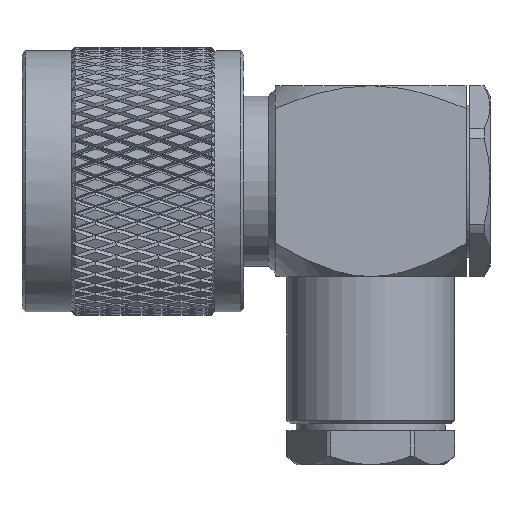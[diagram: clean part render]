
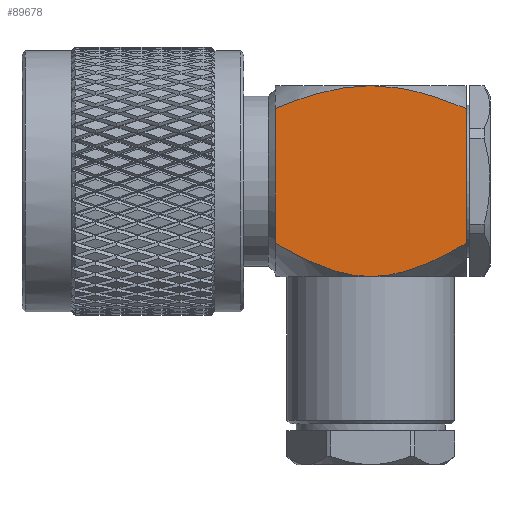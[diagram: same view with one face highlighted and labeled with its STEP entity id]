
A CAD part, top view. The second image highlights one B-rep face of the part: STEP entity #89678.
In plain terms, the highlighted planar face has unit normal (0, 0, 1).
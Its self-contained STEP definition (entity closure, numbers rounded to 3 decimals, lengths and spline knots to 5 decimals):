
#287 = CARTESIAN_POINT ( 'NONE',  ( 0., -0.28, 0.28 ) ) ;
#2618 = B_SPLINE_CURVE_WITH_KNOTS ( 'NONE', 3,
 ( #36701, #59200, #44336, #73518, #7950, #29956, #14161, #58250 ),
 .UNSPECIFIED., .F., .F.,
 ( 4, 2, 2, 4 ),
 ( 0.01524, 0.01894, 0.0208, 0.02265 ),
 .UNSPECIFIED. ) ;
#2733 = VECTOR ( 'NONE', #75085, 39.37008 ) ;
#4497 = LINE ( 'NONE', #93000, #39592 ) ;
#4729 = AXIS2_PLACEMENT_3D ( 'NONE', #13029, #5871, #86275 ) ;
#5082 = CARTESIAN_POINT ( 'NONE',  ( 0., -0.28, 0.28 ) ) ;
#5871 = DIRECTION ( 'NONE',  ( 0., 0., -1. ) ) ;
#7950 = CARTESIAN_POINT ( 'NONE',  ( 0.18913, 0.24686, 0.28 ) ) ;
#8099 = CARTESIAN_POINT ( 'NONE',  ( -0.19205, -0.23044, 0.28 ) ) ;
#9022 = CARTESIAN_POINT ( 'NONE',  ( 0., -0.28, 0.28 ) ) ;
#9974 = CARTESIAN_POINT ( 'NONE',  ( -0.0249, -0.2793, 0.28 ) ) ;
#11567 = CARTESIAN_POINT ( 'NONE',  ( -0.0242, 0.27955, 0.28 ) ) ;
#11768 = CARTESIAN_POINT ( 'NONE',  ( 0.12292, -0.25894, 0.28 ) ) ;
#12231 = CARTESIAN_POINT ( 'NONE',  ( 0.16935, -0.24091, 0.28 ) ) ;
#13029 = CARTESIAN_POINT ( 'NONE',  ( 0., 0., 0.28 ) ) ;
#14161 = CARTESIAN_POINT ( 'NONE',  ( 0.25762, 0.22218, 0.28 ) ) ;
#15722 = CARTESIAN_POINT ( 'NONE',  ( -0.04984, -0.27653, 0.28 ) ) ;
#18290 = CARTESIAN_POINT ( 'NONE',  ( -0.11978, 0.26624, 0.28 ) ) ;
#18945 = CARTESIAN_POINT ( 'NONE',  ( 0.23663, -0.2077, 0.28 ) ) ;
#22295 = B_SPLINE_CURVE_WITH_KNOTS ( 'NONE', 3,
 ( #84314, #69060, #33621, #18290, #69531, #61427, #63310, #11567, #78090, #40342 ),
 .UNSPECIFIED., .F., .F.,
 ( 4, 2, 2, 2, 4 ),
 ( 0.00788, 0.01156, 0.0134, 0.01432, 0.01524 ),
 .UNSPECIFIED. ) ;
#23881 = CARTESIAN_POINT ( 'NONE',  ( -0.12286, -0.25896, 0.28 ) ) ;
#24697 = EDGE_LOOP ( 'NONE', ( #66100, #84417, #60080, #34754, #65871, #26305 ) ) ;
#26305 = ORIENTED_EDGE ( 'NONE', *, *, #35865, .F. ) ;
#27793 = B_SPLINE_CURVE_WITH_KNOTS ( 'NONE', 3,
 ( #9022, #59355, #9974, #15722, #90372, #73680, #23881, #45905, #8099, #37319, #53094, #82240 ),
 .UNSPECIFIED., .F., .F.,
 ( 4, 2, 2, 2, 2, 4 ),
 ( 0.02628, 0.02723, 0.02818, 0.03007, 0.03197, 0.03386 ),
 .UNSPECIFIED. ) ;
#29956 = CARTESIAN_POINT ( 'NONE',  ( 0.23502, 0.23087, 0.28 ) ) ;
#33310 = CARTESIAN_POINT ( 'NONE',  ( -0.28, -0.18268, 0.28 ) ) ;
#33621 = CARTESIAN_POINT ( 'NONE',  ( -0.1896, 0.2479, 0.28 ) ) ;
#34283 = CARTESIAN_POINT ( 'NONE',  ( -0.28, 0.21304, 0.28 ) ) ;
#34350 = EDGE_CURVE ( 'NONE', #78696, #61459, #22295, .T. ) ;
#34754 = ORIENTED_EDGE ( 'NONE', *, *, #34350, .F. ) ;
#35248 = CARTESIAN_POINT ( 'NONE',  ( 0.25853, -0.19542, 0.28 ) ) ;
#35865 = EDGE_CURVE ( 'NONE', #54929, #67002, #27793, .T. ) ;
#36701 = CARTESIAN_POINT ( 'NONE',  ( 0., 0.28, 0.28 ) ) ;
#37319 = CARTESIAN_POINT ( 'NONE',  ( -0.23673, -0.20764, 0.28 ) ) ;
#39592 = VECTOR ( 'NONE', #49523, 39.37008 ) ;
#40342 = CARTESIAN_POINT ( 'NONE',  ( 0., 0.28, 0.28 ) ) ;
#40480 = B_SPLINE_CURVE_WITH_KNOTS ( 'NONE', 3,
 ( #84513, #35248, #18945, #48189, #12231, #11768, #48677, #77348, #62562, #71603, #85468, #5082 ),
 .UNSPECIFIED., .F., .F.,
 ( 4, 2, 2, 2, 2, 4 ),
 ( 0.01871, 0.0206, 0.02249, 0.02439, 0.02534, 0.02628 ),
 .UNSPECIFIED. ) ;
#44336 = CARTESIAN_POINT ( 'NONE',  ( 0.09597, 0.27246, 0.28 ) ) ;
#45905 = CARTESIAN_POINT ( 'NONE',  ( -0.1693, -0.24093, 0.28 ) ) ;
#48189 = CARTESIAN_POINT ( 'NONE',  ( 0.19201, -0.23045, 0.28 ) ) ;
#48677 = CARTESIAN_POINT ( 'NONE',  ( 0.09914, -0.26651, 0.28 ) ) ;
#49388 = VERTEX_POINT ( 'NONE', #69540 ) ;
#49483 = FACE_OUTER_BOUND ( 'NONE', #24697, .T. ) ;
#49523 = DIRECTION ( 'NONE',  ( 0., -1., 0. ) ) ;
#51683 = CARTESIAN_POINT ( 'NONE',  ( 0.28, -0.28, 0.28 ) ) ;
#53094 = CARTESIAN_POINT ( 'NONE',  ( -0.25853, -0.19542, 0.28 ) ) ;
#53095 = LINE ( 'NONE', #51683, #2733 ) ;
#54382 = EDGE_CURVE ( 'NONE', #49388, #54929, #40480, .T. ) ;
#54929 = VERTEX_POINT ( 'NONE', #287 ) ;
#57144 = PLANE ( 'NONE',  #4729 ) ;
#58250 = CARTESIAN_POINT ( 'NONE',  ( 0.28, 0.21304, 0.28 ) ) ;
#59200 = CARTESIAN_POINT ( 'NONE',  ( 0.04858, 0.28, 0.28 ) ) ;
#59355 = CARTESIAN_POINT ( 'NONE',  ( -0.01244, -0.28, 0.28 ) ) ;
#60080 = ORIENTED_EDGE ( 'NONE', *, *, #80552, .F. ) ;
#61427 = CARTESIAN_POINT ( 'NONE',  ( -0.06045, 0.27641, 0.28 ) ) ;
#61459 = VERTEX_POINT ( 'NONE', #86013 ) ;
#62562 = CARTESIAN_POINT ( 'NONE',  ( 0.04972, -0.27655, 0.28 ) ) ;
#63310 = CARTESIAN_POINT ( 'NONE',  ( -0.04843, 0.27775, 0.28 ) ) ;
#65871 = ORIENTED_EDGE ( 'NONE', *, *, #75297, .T. ) ;
#66100 = ORIENTED_EDGE ( 'NONE', *, *, #54382, .F. ) ;
#67002 = VERTEX_POINT ( 'NONE', #33310 ) ;
#69060 = CARTESIAN_POINT ( 'NONE',  ( -0.2353, 0.23129, 0.28 ) ) ;
#69531 = CARTESIAN_POINT ( 'NONE',  ( -0.09625, 0.27124, 0.28 ) ) ;
#69540 = CARTESIAN_POINT ( 'NONE',  ( 0.28, -0.18268, 0.28 ) ) ;
#71356 = EDGE_CURVE ( 'NONE', #49388, #80367, #53095, .T. ) ;
#71603 = CARTESIAN_POINT ( 'NONE',  ( 0.02488, -0.2793, 0.28 ) ) ;
#73518 = CARTESIAN_POINT ( 'NONE',  ( 0.16593, 0.25413, 0.28 ) ) ;
#73680 = CARTESIAN_POINT ( 'NONE',  ( -0.09913, -0.2665, 0.28 ) ) ;
#75085 = DIRECTION ( 'NONE',  ( 0., 1., 0. ) ) ;
#75297 = EDGE_CURVE ( 'NONE', #78696, #67002, #4497, .T. ) ;
#76455 = CARTESIAN_POINT ( 'NONE',  ( 0.28, 0.21304, 0.28 ) ) ;
#77348 = CARTESIAN_POINT ( 'NONE',  ( 0.06217, -0.27449, 0.28 ) ) ;
#78090 = CARTESIAN_POINT ( 'NONE',  ( -0.01204, 0.28, 0.28 ) ) ;
#78696 = VERTEX_POINT ( 'NONE', #34283 ) ;
#80367 = VERTEX_POINT ( 'NONE', #76455 ) ;
#80552 = EDGE_CURVE ( 'NONE', #61459, #80367, #2618, .T. ) ;
#82240 = CARTESIAN_POINT ( 'NONE',  ( -0.28, -0.18268, 0.28 ) ) ;
#84314 = CARTESIAN_POINT ( 'NONE',  ( -0.28, 0.21304, 0.28 ) ) ;
#84417 = ORIENTED_EDGE ( 'NONE', *, *, #71356, .T. ) ;
#84513 = CARTESIAN_POINT ( 'NONE',  ( 0.28, -0.18268, 0.28 ) ) ;
#85468 = CARTESIAN_POINT ( 'NONE',  ( 0.01245, -0.28, 0.28 ) ) ;
#86013 = CARTESIAN_POINT ( 'NONE',  ( 0., 0.28, 0.28 ) ) ;
#86275 = DIRECTION ( 'NONE',  ( -1., 0., 0. ) ) ;
#89678 = ADVANCED_FACE ( 'NONE', ( #49483 ), #57144, .F. ) ;
#90372 = CARTESIAN_POINT ( 'NONE',  ( -0.06237, -0.27445, 0.28 ) ) ;
#93000 = CARTESIAN_POINT ( 'NONE',  ( -0.28, -0.28, 0.28 ) ) ;
